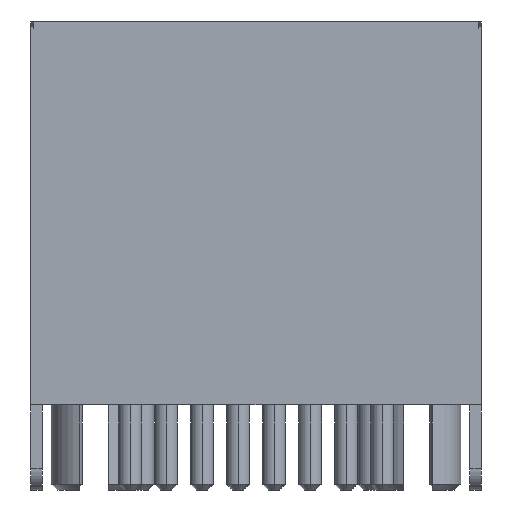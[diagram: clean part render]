
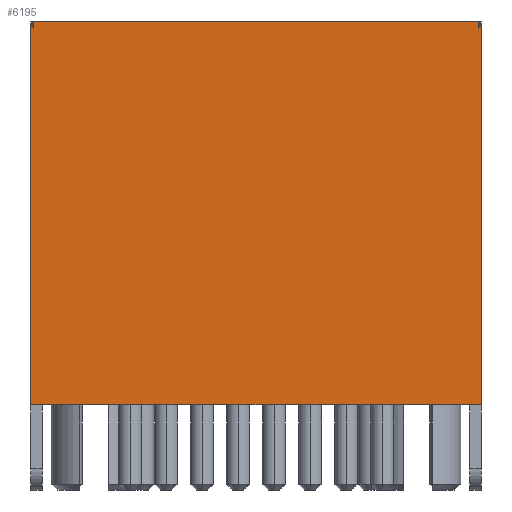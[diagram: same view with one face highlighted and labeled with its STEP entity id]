
A CAD part, front view. The second image highlights one B-rep face of the part: STEP entity #6195.
In plain terms, the highlighted planar face has unit normal (0, -1, 0).
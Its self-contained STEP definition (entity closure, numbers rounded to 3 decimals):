
#3705 = VERTEX_POINT('',#3706);
#3706 = CARTESIAN_POINT('',(-7.84,-10.5,13.6));
#3712 = EDGE_CURVE('',#3705,#3713,#3715,.T.);
#3713 = VERTEX_POINT('',#3714);
#3714 = CARTESIAN_POINT('',(7.84,-10.5,13.6));
#3715 = LINE('',#3716,#3717);
#3716 = CARTESIAN_POINT('',(-7.94,-10.5,13.6));
#3717 = VECTOR('',#3718,1.);
#3718 = DIRECTION('',(1.,0.,0.));
#4761 = VERTEX_POINT('',#4762);
#4762 = CARTESIAN_POINT('',(-7.84,-10.5,13.44));
#4768 = EDGE_CURVE('',#4761,#3705,#4769,.T.);
#4769 = LINE('',#4770,#4771);
#4770 = CARTESIAN_POINT('',(-7.84,-10.5,13.44));
#4771 = VECTOR('',#4772,1.);
#4772 = DIRECTION('',(0.,0.,1.));
#5734 = VERTEX_POINT('',#5735);
#5735 = CARTESIAN_POINT('',(7.94,-10.5,0.1));
#5760 = VERTEX_POINT('',#5761);
#5761 = CARTESIAN_POINT('',(7.94,-10.5,13.44));
#5767 = EDGE_CURVE('',#5734,#5760,#5768,.T.);
#5768 = LINE('',#5769,#5770);
#5769 = CARTESIAN_POINT('',(7.94,-10.5,0.1));
#5770 = VECTOR('',#5771,1.);
#5771 = DIRECTION('',(0.,0.,1.));
#5806 = EDGE_CURVE('',#5807,#5734,#5809,.T.);
#5807 = VERTEX_POINT('',#5808);
#5808 = CARTESIAN_POINT('',(-7.94,-10.5,0.1));
#5809 = LINE('',#5810,#5811);
#5810 = CARTESIAN_POINT('',(-7.94,-10.5,0.1));
#5811 = VECTOR('',#5812,1.);
#5812 = DIRECTION('',(1.,0.,0.));
#6195 = ADVANCED_FACE('',(#6196),#6230,.T.);
#6196 = FACE_BOUND('',#6197,.T.);
#6197 = EDGE_LOOP('',(#6198,#6199,#6207,#6213,#6214,#6215,#6223,#6229));
#6198 = ORIENTED_EDGE('',*,*,#5767,.T.);
#6199 = ORIENTED_EDGE('',*,*,#6200,.F.);
#6200 = EDGE_CURVE('',#6201,#5760,#6203,.T.);
#6201 = VERTEX_POINT('',#6202);
#6202 = CARTESIAN_POINT('',(7.84,-10.5,13.44));
#6203 = LINE('',#6204,#6205);
#6204 = CARTESIAN_POINT('',(7.84,-10.5,13.44));
#6205 = VECTOR('',#6206,1.);
#6206 = DIRECTION('',(1.,0.,0.));
#6207 = ORIENTED_EDGE('',*,*,#6208,.T.);
#6208 = EDGE_CURVE('',#6201,#3713,#6209,.T.);
#6209 = LINE('',#6210,#6211);
#6210 = CARTESIAN_POINT('',(7.84,-10.5,13.44));
#6211 = VECTOR('',#6212,1.);
#6212 = DIRECTION('',(0.,0.,1.));
#6213 = ORIENTED_EDGE('',*,*,#3712,.F.);
#6214 = ORIENTED_EDGE('',*,*,#4768,.F.);
#6215 = ORIENTED_EDGE('',*,*,#6216,.T.);
#6216 = EDGE_CURVE('',#4761,#6217,#6219,.T.);
#6217 = VERTEX_POINT('',#6218);
#6218 = CARTESIAN_POINT('',(-7.94,-10.5,13.44));
#6219 = LINE('',#6220,#6221);
#6220 = CARTESIAN_POINT('',(-7.84,-10.5,13.44));
#6221 = VECTOR('',#6222,1.);
#6222 = DIRECTION('',(-1.,0.,0.));
#6223 = ORIENTED_EDGE('',*,*,#6224,.F.);
#6224 = EDGE_CURVE('',#5807,#6217,#6225,.T.);
#6225 = LINE('',#6226,#6227);
#6226 = CARTESIAN_POINT('',(-7.94,-10.5,0.1));
#6227 = VECTOR('',#6228,1.);
#6228 = DIRECTION('',(0.,0.,1.));
#6229 = ORIENTED_EDGE('',*,*,#5806,.T.);
#6230 = PLANE('',#6231);
#6231 = AXIS2_PLACEMENT_3D('',#6232,#6233,#6234);
#6232 = CARTESIAN_POINT('',(-7.94,-10.5,0.1));
#6233 = DIRECTION('',(0.,-1.,0.));
#6234 = DIRECTION('',(1.,0.,0.));
